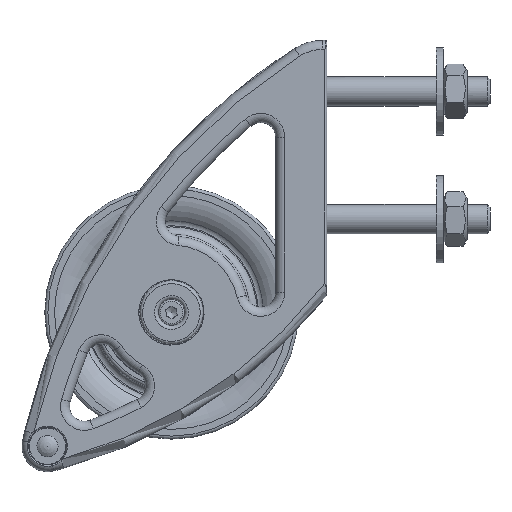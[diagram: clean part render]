
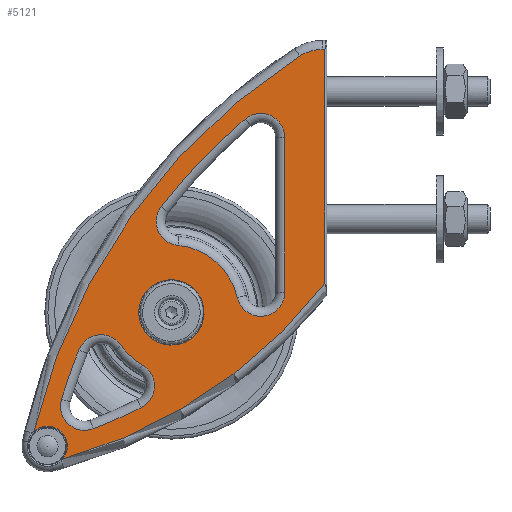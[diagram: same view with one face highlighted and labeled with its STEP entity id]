
A CAD part, left-side view. The second image highlights one B-rep face of the part: STEP entity #5121.
In plain terms, the highlighted planar face has unit normal (-1, 0, 0).
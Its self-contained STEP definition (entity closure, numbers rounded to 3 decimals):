
#319=LINE('',#8924,#482);
#328=LINE('',#9053,#491);
#353=LINE('',#9612,#516);
#482=VECTOR('',#6859,10.);
#491=VECTOR('',#6976,10.);
#516=VECTOR('',#7309,10.);
#877=FACE_BOUND('',#1641,.T.);
#878=FACE_BOUND('',#1642,.T.);
#879=FACE_BOUND('',#1643,.T.);
#1173=FACE_OUTER_BOUND('',#1640,.T.);
#1640=EDGE_LOOP('',(#4197,#4198,#4199,#4200,#4201,#4202));
#1641=EDGE_LOOP('',(#4203,#4204,#4205,#4206,#4207,#4208));
#1642=EDGE_LOOP('',(#4209));
#1643=EDGE_LOOP('',(#4210,#4211,#4212,#4213,#4214,#4215));
#1985=CIRCLE('',#5625,11.5);
#1986=CIRCLE('',#5627,167.5);
#2010=CIRCLE('',#5662,6.6);
#2012=CIRCLE('',#5665,18.5);
#2014=CIRCLE('',#5668,6.6);
#2016=CIRCLE('',#5671,162.5);
#2018=CIRCLE('',#5674,6.6);
#2039=CIRCLE('',#5708,162.5);
#2041=CIRCLE('',#5711,6.6);
#2043=CIRCLE('',#5714,162.5);
#2045=CIRCLE('',#5717,6.6);
#2047=CIRCLE('',#5720,16.5);
#2048=CIRCLE('',#5722,6.6);
#2069=CIRCLE('',#5754,8.95);
#2127=CIRCLE('',#5853,137.5);
#2128=CIRCLE('',#5855,5.45);
#2437=VERTEX_POINT('',#8921);
#2438=VERTEX_POINT('',#8923);
#2440=VERTEX_POINT('',#8934);
#2441=VERTEX_POINT('',#8938);
#2463=VERTEX_POINT('',#9031);
#2464=VERTEX_POINT('',#9033);
#2465=VERTEX_POINT('',#9037);
#2466=VERTEX_POINT('',#9041);
#2467=VERTEX_POINT('',#9045);
#2468=VERTEX_POINT('',#9049);
#2480=VERTEX_POINT('',#9102);
#2481=VERTEX_POINT('',#9104);
#2482=VERTEX_POINT('',#9108);
#2483=VERTEX_POINT('',#9112);
#2484=VERTEX_POINT('',#9116);
#2485=VERTEX_POINT('',#9120);
#2498=VERTEX_POINT('',#9170);
#2534=VERTEX_POINT('',#9597);
#2550=VERTEX_POINT('',#9810);
#2946=EDGE_CURVE('',#2437,#2438,#319,.T.);
#2950=EDGE_CURVE('',#2440,#2437,#1985,.T.);
#2951=EDGE_CURVE('',#2441,#2440,#1986,.T.);
#2989=EDGE_CURVE('',#2464,#2463,#2010,.T.);
#2991=EDGE_CURVE('',#2465,#2464,#2012,.T.);
#2993=EDGE_CURVE('',#2466,#2465,#2014,.T.);
#2995=EDGE_CURVE('',#2467,#2466,#2016,.T.);
#2997=EDGE_CURVE('',#2468,#2467,#2018,.T.);
#2998=EDGE_CURVE('',#2463,#2468,#328,.T.);
#3026=EDGE_CURVE('',#2481,#2480,#2039,.T.);
#3028=EDGE_CURVE('',#2482,#2481,#2041,.T.);
#3030=EDGE_CURVE('',#2483,#2482,#2043,.T.);
#3032=EDGE_CURVE('',#2484,#2483,#2045,.T.);
#3034=EDGE_CURVE('',#2485,#2484,#2047,.T.);
#3035=EDGE_CURVE('',#2480,#2485,#2048,.T.);
#3058=EDGE_CURVE('',#2498,#2498,#2069,.T.);
#3129=EDGE_CURVE('',#2534,#2438,#353,.T.);
#3154=EDGE_CURVE('',#2534,#2550,#2127,.T.);
#3156=EDGE_CURVE('',#2550,#2441,#2128,.T.);
#4197=ORIENTED_EDGE('',*,*,#2951,.F.);
#4198=ORIENTED_EDGE('',*,*,#3156,.F.);
#4199=ORIENTED_EDGE('',*,*,#3154,.F.);
#4200=ORIENTED_EDGE('',*,*,#3129,.T.);
#4201=ORIENTED_EDGE('',*,*,#2946,.F.);
#4202=ORIENTED_EDGE('',*,*,#2950,.F.);
#4203=ORIENTED_EDGE('',*,*,#2997,.F.);
#4204=ORIENTED_EDGE('',*,*,#2998,.F.);
#4205=ORIENTED_EDGE('',*,*,#2989,.F.);
#4206=ORIENTED_EDGE('',*,*,#2991,.F.);
#4207=ORIENTED_EDGE('',*,*,#2993,.F.);
#4208=ORIENTED_EDGE('',*,*,#2995,.F.);
#4209=ORIENTED_EDGE('',*,*,#3058,.F.);
#4210=ORIENTED_EDGE('',*,*,#3035,.F.);
#4211=ORIENTED_EDGE('',*,*,#3026,.F.);
#4212=ORIENTED_EDGE('',*,*,#3028,.F.);
#4213=ORIENTED_EDGE('',*,*,#3030,.F.);
#4214=ORIENTED_EDGE('',*,*,#3032,.F.);
#4215=ORIENTED_EDGE('',*,*,#3034,.F.);
#4761=PLANE('',#5854);
#5121=ADVANCED_FACE('',(#1173,#877,#878,#879),#4761,.T.);
#5625=AXIS2_PLACEMENT_3D('',#8936,#6866,#6867);
#5627=AXIS2_PLACEMENT_3D('',#8939,#6870,#6871);
#5662=AXIS2_PLACEMENT_3D('',#9035,#6948,#6949);
#5665=AXIS2_PLACEMENT_3D('',#9039,#6954,#6955);
#5668=AXIS2_PLACEMENT_3D('',#9043,#6960,#6961);
#5671=AXIS2_PLACEMENT_3D('',#9047,#6966,#6967);
#5674=AXIS2_PLACEMENT_3D('',#9051,#6972,#6973);
#5708=AXIS2_PLACEMENT_3D('',#9106,#7048,#7049);
#5711=AXIS2_PLACEMENT_3D('',#9110,#7054,#7055);
#5714=AXIS2_PLACEMENT_3D('',#9114,#7060,#7061);
#5717=AXIS2_PLACEMENT_3D('',#9118,#7066,#7067);
#5720=AXIS2_PLACEMENT_3D('',#9122,#7072,#7073);
#5722=AXIS2_PLACEMENT_3D('',#9124,#7076,#7077);
#5754=AXIS2_PLACEMENT_3D('',#9171,#7142,#7143);
#5853=AXIS2_PLACEMENT_3D('',#9811,#7358,#7359);
#5854=AXIS2_PLACEMENT_3D('',#9816,#7360,#7361);
#5855=AXIS2_PLACEMENT_3D('',#9817,#7362,#7363);
#6859=DIRECTION('',(0.,-1.,0.));
#6866=DIRECTION('center_axis',(1.,0.,0.));
#6867=DIRECTION('ref_axis',(0.,0.28,0.96));
#6870=DIRECTION('center_axis',(1.,0.,0.));
#6871=DIRECTION('ref_axis',(0.,0.822,0.57));
#6948=DIRECTION('center_axis',(-1.,0.,0.));
#6949=DIRECTION('ref_axis',(0.,-0.112,-0.994));
#6954=DIRECTION('center_axis',(1.,0.,0.));
#6955=DIRECTION('ref_axis',(0.,-0.66,0.751));
#6960=DIRECTION('center_axis',(-1.,0.,0.));
#6961=DIRECTION('ref_axis',(0.,0.918,-0.396));
#6966=DIRECTION('center_axis',(-1.,0.,0.));
#6967=DIRECTION('ref_axis',(0.,0.722,0.692));
#6972=DIRECTION('center_axis',(-1.,0.,0.));
#6973=DIRECTION('ref_axis',(0.,-0.42,0.908));
#6976=DIRECTION('',(0.,0.,1.));
#7048=DIRECTION('center_axis',(-1.,0.,0.));
#7049=DIRECTION('ref_axis',(0.,-0.401,-0.916));
#7054=DIRECTION('center_axis',(-1.,0.,0.));
#7055=DIRECTION('ref_axis',(0.,0.68,-0.733));
#7060=DIRECTION('center_axis',(-1.,0.,0.));
#7061=DIRECTION('ref_axis',(0.,0.944,0.331));
#7066=DIRECTION('center_axis',(-1.,0.,0.));
#7067=DIRECTION('ref_axis',(0.,0.1,0.995));
#7072=DIRECTION('center_axis',(1.,0.,0.));
#7073=DIRECTION('ref_axis',(0.,0.68,-0.733));
#7076=DIRECTION('center_axis',(-1.,0.,0.));
#7077=DIRECTION('ref_axis',(0.,-1.,-0.025));
#7142=DIRECTION('center_axis',(-1.,0.,0.));
#7143=DIRECTION('ref_axis',(0.,0.707,0.707));
#7309=DIRECTION('',(0.,0.,1.));
#7358=DIRECTION('center_axis',(1.,0.,0.));
#7359=DIRECTION('ref_axis',(0.,-0.538,-0.843));
#7360=DIRECTION('center_axis',(-1.,0.,0.));
#7361=DIRECTION('ref_axis',(0.,-1.,0.));
#7362=DIRECTION('center_axis',(-1.,0.,0.));
#7363=DIRECTION('ref_axis',(0.,-0.693,0.72));
#8921=CARTESIAN_POINT('',(-11.,1.197,72.129));
#8923=CARTESIAN_POINT('',(-11.,0.5,72.129));
#8924=CARTESIAN_POINT('',(-11.,0.25,72.129));
#8934=CARTESIAN_POINT('',(-11.,7.39,70.319));
#8936=CARTESIAN_POINT('Origin',(-11.,1.197,60.629));
#8938=CARTESIAN_POINT('',(-11.,80.294,-32.676));
#8939=CARTESIAN_POINT('Origin',(-11.,-82.805,-70.823));
#9031=CARTESIAN_POINT('',(-11.,11.5,5.566));
#9033=CARTESIAN_POINT('',(-11.,24.536,4.103));
#9035=CARTESIAN_POINT('Origin',(-11.,18.1,5.566));
#9037=CARTESIAN_POINT('',(-11.,40.811,18.416));
#9039=CARTESIAN_POINT('Origin',(-11.,42.575,0.));
#9041=CARTESIAN_POINT('',(-11.,45.388,29.042));
#9043=CARTESIAN_POINT('Origin',(-11.,40.181,24.986));
#9045=CARTESIAN_POINT('',(-11.,22.372,53.048));
#9047=CARTESIAN_POINT('Origin',(-11.,-82.805,-70.823));
#9049=CARTESIAN_POINT('',(-11.,11.5,48.017));
#9051=CARTESIAN_POINT('Origin',(-11.,18.1,48.017));
#9053=CARTESIAN_POINT('',(-11.,11.5,0.));
#9102=CARTESIAN_POINT('',(-11.,50.89,-26.11));
#9104=CARTESIAN_POINT('',(-11.,64.049,-31.876));
#9106=CARTESIAN_POINT('Origin',(-11.,122.626,119.699));
#9108=CARTESIAN_POINT('',(-11.,72.746,-23.81));
#9110=CARTESIAN_POINT('Origin',(-11.,66.428,-25.72));
#9112=CARTESIAN_POINT('',(-11.,67.985,-10.254));
#9114=CARTESIAN_POINT('Origin',(-11.,-82.805,-70.823));
#9116=CARTESIAN_POINT('',(-11.,56.351,-9.082));
#9118=CARTESIAN_POINT('Origin',(-11.,61.861,-12.715));
#9120=CARTESIAN_POINT('',(-11.,50.595,-14.42));
#9122=CARTESIAN_POINT('Origin',(-11.,42.575,0.));
#9124=CARTESIAN_POINT('Origin',(-11.,53.803,-20.188));
#9170=CARTESIAN_POINT('',(-11.,36.246,-6.329));
#9171=CARTESIAN_POINT('Origin',(-11.,42.575,0.));
#9597=CARTESIAN_POINT('',(-11.,0.5,8.031));
#9612=CARTESIAN_POINT('',(-11.,0.5,0.));
#9810=CARTESIAN_POINT('',(-11.,72.451,-40.223));
#9811=CARTESIAN_POINT('Origin',(-11.,109.162,92.285));
#9816=CARTESIAN_POINT('Origin',(-11.,0.5,0.));
#9817=CARTESIAN_POINT('Origin',(-11.,76.575,-36.661));
